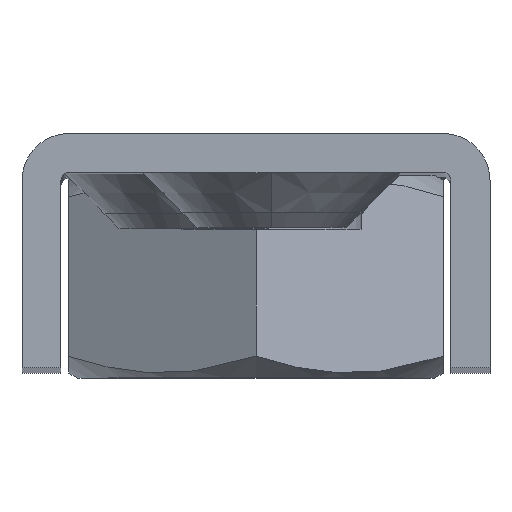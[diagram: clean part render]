
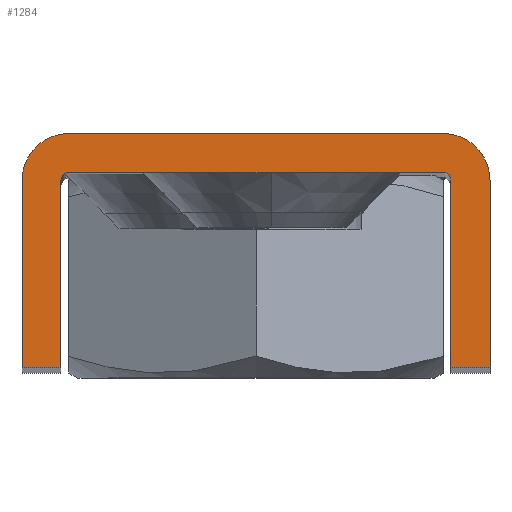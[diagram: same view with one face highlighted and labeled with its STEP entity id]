
A CAD part, top view. The second image highlights one B-rep face of the part: STEP entity #1284.
In plain terms, the highlighted planar face has unit normal (0, 0, 1).
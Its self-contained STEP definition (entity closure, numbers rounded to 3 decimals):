
#32 = LINE ( 'NONE', #5473, #4954 ) ;
#107 = PLANE ( 'NONE',  #421 ) ;
#151 = DIRECTION ( 'NONE',  ( 0., 0., 1. ) ) ;
#166 = CARTESIAN_POINT ( 'NONE',  ( 67.134, 188.839, 325.111 ) ) ;
#239 = DIRECTION ( 'NONE',  ( 1., 0., 0. ) ) ;
#333 = EDGE_CURVE ( 'NONE', #5410, #2782, #3612, .T. ) ;
#421 = AXIS2_PLACEMENT_3D ( 'NONE', #5865, #151, #4855 ) ;
#460 = EDGE_CURVE ( 'NONE', #5024, #4522, #6561, .T. ) ;
#531 = ORIENTED_EDGE ( 'NONE', *, *, #853, .T. ) ;
#540 = DIRECTION ( 'NONE',  ( 1., 0., 0. ) ) ;
#757 = AXIS2_PLACEMENT_3D ( 'NONE', #166, #6484, #4865 ) ;
#767 = CARTESIAN_POINT ( 'NONE',  ( 91.634, 188.839, 325.111 ) ) ;
#840 = AXIS2_PLACEMENT_3D ( 'NONE', #6706, #953, #6228 ) ;
#853 = EDGE_CURVE ( 'NONE', #2940, #4014, #2584, .T. ) ;
#953 = DIRECTION ( 'NONE',  ( 0., 0., 1. ) ) ;
#1113 = CARTESIAN_POINT ( 'NONE',  ( 66.634, 176.839, 325.111 ) ) ;
#1167 = EDGE_CURVE ( 'NONE', #2782, #5439, #1337, .T. ) ;
#1188 = LINE ( 'NONE', #3275, #1409 ) ;
#1225 = CARTESIAN_POINT ( 'NONE',  ( 91.134, 189.339, 325.111 ) ) ;
#1253 = CARTESIAN_POINT ( 'NONE',  ( 64.134, 188.839, 325.111 ) ) ;
#1284 = ADVANCED_FACE ( 'NONE', ( #6754 ), #107, .T. ) ;
#1299 = DIRECTION ( 'NONE',  ( 0., 0., 1. ) ) ;
#1337 = LINE ( 'NONE', #5357, #5039 ) ;
#1409 = VECTOR ( 'NONE', #239, 1000. ) ;
#2166 = EDGE_LOOP ( 'NONE', ( #4592, #5358, #5822, #3263, #2503, #3447, #2460, #4843, #2984, #4181, #6582, #531 ) ) ;
#2460 = ORIENTED_EDGE ( 'NONE', *, *, #6788, .T. ) ;
#2464 = EDGE_CURVE ( 'NONE', #4522, #4391, #6511, .T. ) ;
#2470 = VERTEX_POINT ( 'NONE', #6705 ) ;
#2495 = VERTEX_POINT ( 'NONE', #3078 ) ;
#2503 = ORIENTED_EDGE ( 'NONE', *, *, #5157, .F. ) ;
#2584 = LINE ( 'NONE', #1113, #4475 ) ;
#2585 = CARTESIAN_POINT ( 'NONE',  ( 64.134, 188.839, 325.111 ) ) ;
#2757 = CARTESIAN_POINT ( 'NONE',  ( 64.134, 176.839, 325.111 ) ) ;
#2782 = VERTEX_POINT ( 'NONE', #1225 ) ;
#2787 = DIRECTION ( 'NONE',  ( 1., 0., 0. ) ) ;
#2857 = CARTESIAN_POINT ( 'NONE',  ( 66.634, 176.839, 325.111 ) ) ;
#2940 = VERTEX_POINT ( 'NONE', #2757 ) ;
#2956 = CARTESIAN_POINT ( 'NONE',  ( 67.134, 189.339, 325.111 ) ) ;
#2984 = ORIENTED_EDGE ( 'NONE', *, *, #2464, .T. ) ;
#2998 = AXIS2_PLACEMENT_3D ( 'NONE', #5460, #4352, #2787 ) ;
#3078 = CARTESIAN_POINT ( 'NONE',  ( 94.134, 176.839, 325.111 ) ) ;
#3193 = CARTESIAN_POINT ( 'NONE',  ( 94.134, 188.839, 325.111 ) ) ;
#3263 = ORIENTED_EDGE ( 'NONE', *, *, #333, .F. ) ;
#3272 = DIRECTION ( 'NONE',  ( -1., 0., 0. ) ) ;
#3275 = CARTESIAN_POINT ( 'NONE',  ( 66.634, 176.839, 325.111 ) ) ;
#3328 = VECTOR ( 'NONE', #5846, 1000. ) ;
#3381 = CIRCLE ( 'NONE', #757, 0.5 ) ;
#3447 = ORIENTED_EDGE ( 'NONE', *, *, #5069, .T. ) ;
#3463 = CARTESIAN_POINT ( 'NONE',  ( 79.134, 191.839, 325.111 ) ) ;
#3612 = CIRCLE ( 'NONE', #5249, 0.5 ) ;
#3758 = LINE ( 'NONE', #3193, #3328 ) ;
#3770 = VERTEX_POINT ( 'NONE', #1253 ) ;
#3959 = CIRCLE ( 'NONE', #840, 3. ) ;
#4014 = VERTEX_POINT ( 'NONE', #2857 ) ;
#4021 = DIRECTION ( 'NONE',  ( -1., 0., 0. ) ) ;
#4039 = LINE ( 'NONE', #767, #5940 ) ;
#4181 = ORIENTED_EDGE ( 'NONE', *, *, #4578, .T. ) ;
#4306 = CARTESIAN_POINT ( 'NONE',  ( 94.134, 188.839, 325.111 ) ) ;
#4352 = DIRECTION ( 'NONE',  ( 0., 0., 1. ) ) ;
#4391 = VERTEX_POINT ( 'NONE', #5701 ) ;
#4437 = DIRECTION ( 'NONE',  ( 0., 1., 0. ) ) ;
#4470 = CARTESIAN_POINT ( 'NONE',  ( 91.134, 188.839, 325.111 ) ) ;
#4475 = VECTOR ( 'NONE', #540, 1000. ) ;
#4522 = VERTEX_POINT ( 'NONE', #6155 ) ;
#4553 = EDGE_CURVE ( 'NONE', #3770, #2940, #6088, .T. ) ;
#4578 = EDGE_CURVE ( 'NONE', #4391, #3770, #3959, .T. ) ;
#4592 = ORIENTED_EDGE ( 'NONE', *, *, #5037, .F. ) ;
#4627 = VECTOR ( 'NONE', #4021, 1000. ) ;
#4843 = ORIENTED_EDGE ( 'NONE', *, *, #460, .T. ) ;
#4855 = DIRECTION ( 'NONE',  ( 1., 0., 0. ) ) ;
#4865 = DIRECTION ( 'NONE',  ( 1., 0., 0. ) ) ;
#4941 = DIRECTION ( 'NONE',  ( 0., -1., 0. ) ) ;
#4954 = VECTOR ( 'NONE', #4941, 1000. ) ;
#5024 = VERTEX_POINT ( 'NONE', #4306 ) ;
#5037 = EDGE_CURVE ( 'NONE', #5694, #4014, #32, .T. ) ;
#5039 = VECTOR ( 'NONE', #3272, 1000. ) ;
#5069 = EDGE_CURVE ( 'NONE', #2470, #2495, #1188, .T. ) ;
#5157 = EDGE_CURVE ( 'NONE', #2470, #5410, #4039, .T. ) ;
#5169 = CARTESIAN_POINT ( 'NONE',  ( 66.634, 188.839, 325.111 ) ) ;
#5249 = AXIS2_PLACEMENT_3D ( 'NONE', #4470, #1299, #6026 ) ;
#5357 = CARTESIAN_POINT ( 'NONE',  ( 79.134, 189.339, 325.111 ) ) ;
#5358 = ORIENTED_EDGE ( 'NONE', *, *, #5965, .F. ) ;
#5410 = VERTEX_POINT ( 'NONE', #6697 ) ;
#5439 = VERTEX_POINT ( 'NONE', #2956 ) ;
#5460 = CARTESIAN_POINT ( 'NONE',  ( 91.134, 188.839, 325.111 ) ) ;
#5473 = CARTESIAN_POINT ( 'NONE',  ( 66.634, 188.839, 325.111 ) ) ;
#5521 = VECTOR ( 'NONE', #6751, 1000. ) ;
#5694 = VERTEX_POINT ( 'NONE', #5169 ) ;
#5701 = CARTESIAN_POINT ( 'NONE',  ( 67.134, 191.839, 325.111 ) ) ;
#5822 = ORIENTED_EDGE ( 'NONE', *, *, #1167, .F. ) ;
#5846 = DIRECTION ( 'NONE',  ( 0., 1., 0. ) ) ;
#5865 = CARTESIAN_POINT ( 'NONE',  ( 91.134, 188.839, 325.111 ) ) ;
#5940 = VECTOR ( 'NONE', #4437, 1000. ) ;
#5965 = EDGE_CURVE ( 'NONE', #5439, #5694, #3381, .T. ) ;
#6026 = DIRECTION ( 'NONE',  ( 1., 0., 0. ) ) ;
#6088 = LINE ( 'NONE', #2585, #5521 ) ;
#6155 = CARTESIAN_POINT ( 'NONE',  ( 91.134, 191.839, 325.111 ) ) ;
#6228 = DIRECTION ( 'NONE',  ( -1., 0., 0. ) ) ;
#6484 = DIRECTION ( 'NONE',  ( 0., 0., 1. ) ) ;
#6511 = LINE ( 'NONE', #3463, #4627 ) ;
#6561 = CIRCLE ( 'NONE', #2998, 3. ) ;
#6582 = ORIENTED_EDGE ( 'NONE', *, *, #4553, .T. ) ;
#6697 = CARTESIAN_POINT ( 'NONE',  ( 91.634, 188.839, 325.111 ) ) ;
#6705 = CARTESIAN_POINT ( 'NONE',  ( 91.634, 176.839, 325.111 ) ) ;
#6706 = CARTESIAN_POINT ( 'NONE',  ( 67.134, 188.839, 325.111 ) ) ;
#6751 = DIRECTION ( 'NONE',  ( 0., -1., 0. ) ) ;
#6754 = FACE_OUTER_BOUND ( 'NONE', #2166, .T. ) ;
#6788 = EDGE_CURVE ( 'NONE', #2495, #5024, #3758, .T. ) ;
